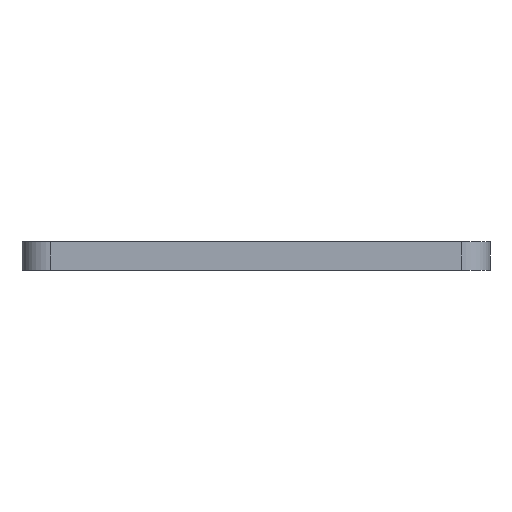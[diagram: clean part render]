
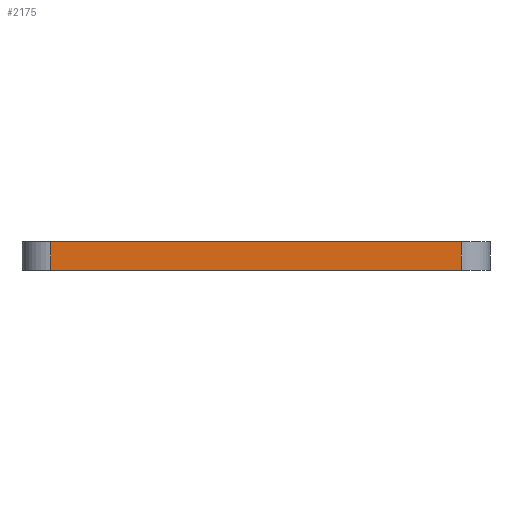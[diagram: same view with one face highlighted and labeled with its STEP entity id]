
A CAD part, left-side view. The second image highlights one B-rep face of the part: STEP entity #2175.
In plain terms, the highlighted planar face has unit normal (-1, 0, 0).
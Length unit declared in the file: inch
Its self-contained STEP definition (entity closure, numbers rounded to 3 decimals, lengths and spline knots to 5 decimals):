
#21 = VERTEX_POINT ( 'NONE', #1936 ) ;
#22 = ORIENTED_EDGE ( 'NONE', *, *, #1441, .F. ) ;
#189 = CARTESIAN_POINT ( 'NONE',  ( -5.20063, -0.945, 0.25 ) ) ;
#647 = LINE ( 'NONE', #1880, #2355 ) ;
#665 = VERTEX_POINT ( 'NONE', #1669 ) ;
#853 = DIRECTION ( 'NONE',  ( 0., 0., -1. ) ) ;
#891 = FACE_OUTER_BOUND ( 'NONE', #2234, .T. ) ;
#955 = DIRECTION ( 'NONE',  ( 0., 0., -1. ) ) ;
#1359 = CARTESIAN_POINT ( 'NONE',  ( -5.20063, 2.6175, 0.25 ) ) ;
#1393 = CARTESIAN_POINT ( 'NONE',  ( -5.20063, -1.195, 0.25 ) ) ;
#1421 = EDGE_CURVE ( 'NONE', #2558, #21, #2193, .T. ) ;
#1441 = EDGE_CURVE ( 'NONE', #1572, #21, #2718, .T. ) ;
#1539 = DIRECTION ( 'NONE',  ( 0., 0., 1. ) ) ;
#1572 = VERTEX_POINT ( 'NONE', #1359 ) ;
#1624 = PLANE ( 'NONE',  #1872 ) ;
#1669 = CARTESIAN_POINT ( 'NONE',  ( -5.20063, 2.6175, 0. ) ) ;
#1724 = ORIENTED_EDGE ( 'NONE', *, *, #2729, .T. ) ;
#1872 = AXIS2_PLACEMENT_3D ( 'NONE', #1393, #2299, #955 ) ;
#1880 = CARTESIAN_POINT ( 'NONE',  ( -5.20063, -1.195, 0. ) ) ;
#1936 = CARTESIAN_POINT ( 'NONE',  ( -5.20063, -0.945, 0.25 ) ) ;
#2113 = VECTOR ( 'NONE', #853, 39.37008 ) ;
#2117 = VECTOR ( 'NONE', #2663, 39.37008 ) ;
#2175 = ADVANCED_FACE ( 'NONE', ( #891 ), #1624, .F. ) ;
#2193 = LINE ( 'NONE', #189, #2260 ) ;
#2234 = EDGE_LOOP ( 'NONE', ( #22, #2526, #1724, #2516 ) ) ;
#2256 = CARTESIAN_POINT ( 'NONE',  ( -5.20063, -0.945, 0. ) ) ;
#2260 = VECTOR ( 'NONE', #1539, 39.37008 ) ;
#2289 = LINE ( 'NONE', #2426, #2113 ) ;
#2299 = DIRECTION ( 'NONE',  ( 1., 0., 0. ) ) ;
#2321 = DIRECTION ( 'NONE',  ( 0., -1., 0. ) ) ;
#2355 = VECTOR ( 'NONE', #2321, 39.37008 ) ;
#2391 = EDGE_CURVE ( 'NONE', #1572, #665, #2289, .T. ) ;
#2426 = CARTESIAN_POINT ( 'NONE',  ( -5.20063, 2.6175, 0.25 ) ) ;
#2434 = CARTESIAN_POINT ( 'NONE',  ( -5.20063, -1.195, 0.25 ) ) ;
#2516 = ORIENTED_EDGE ( 'NONE', *, *, #1421, .T. ) ;
#2526 = ORIENTED_EDGE ( 'NONE', *, *, #2391, .T. ) ;
#2558 = VERTEX_POINT ( 'NONE', #2256 ) ;
#2663 = DIRECTION ( 'NONE',  ( 0., -1., 0. ) ) ;
#2718 = LINE ( 'NONE', #2434, #2117 ) ;
#2729 = EDGE_CURVE ( 'NONE', #665, #2558, #647, .T. ) ;
